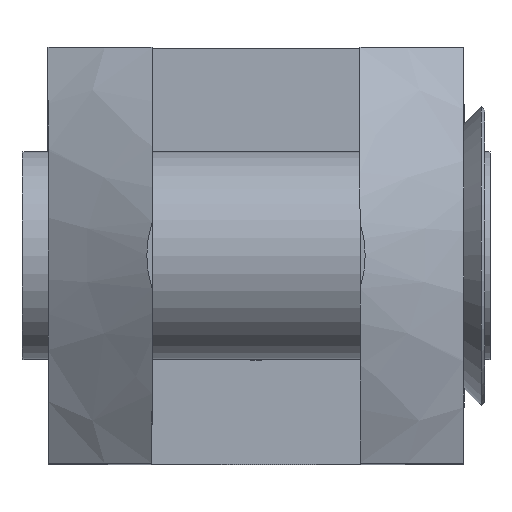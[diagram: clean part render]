
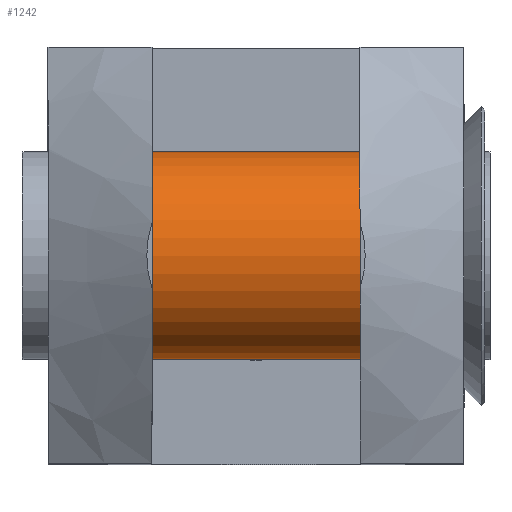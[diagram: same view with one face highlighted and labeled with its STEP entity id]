
A CAD part, top view. The second image highlights one B-rep face of the part: STEP entity #1242.
In plain terms, the highlighted cylindrical face has radius 10 mm (diameter 20 mm), a full revolution.
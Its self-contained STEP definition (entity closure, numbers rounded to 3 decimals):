
#1215=CARTESIAN_POINT('',(0.0,0.0,80.0));
#1216=DIRECTION('',(1.0,0.0,0.0));
#1217=DIRECTION('',(0.0,-1.0,0.0));
#1218=AXIS2_PLACEMENT_3D('',#1215,#1216,#1217);
#1219=CYLINDRICAL_SURFACE('',#1218,10.0);
#1220=CARTESIAN_POINT('',(10.,10.0,80.0));
#1221=VERTEX_POINT('',#1220);
#1222=CARTESIAN_POINT('',(10.,0.0,80.0));
#1223=DIRECTION('',(1.0,0.0,0.0));
#1224=DIRECTION('',(0.0,-1.0,0.0));
#1225=AXIS2_PLACEMENT_3D('',#1222,#1223,#1224);
#1226=CIRCLE('',#1225,10.0);
#1227=EDGE_CURVE('',#1221,#1221,#1226,.T.);
#1228=ORIENTED_EDGE('',*,*,#1227,.F.);
#1229=EDGE_LOOP('',(#1228));
#1230=FACE_OUTER_BOUND('',#1229,.T.);
#1231=CARTESIAN_POINT('',(-10.,10.0,80.0));
#1232=VERTEX_POINT('',#1231);
#1233=CARTESIAN_POINT('',(-10.,0.0,80.0));
#1234=DIRECTION('',(-1.0,0.0,0.0));
#1235=DIRECTION('',(0.0,-1.0,0.0));
#1236=AXIS2_PLACEMENT_3D('',#1233,#1234,#1235);
#1237=CIRCLE('',#1236,10.0);
#1238=EDGE_CURVE('',#1232,#1232,#1237,.T.);
#1239=ORIENTED_EDGE('',*,*,#1238,.F.);
#1240=EDGE_LOOP('',(#1239));
#1241=FACE_BOUND('',#1240,.T.);
#1242=ADVANCED_FACE('',(#1230,#1241),#1219,.T.);
